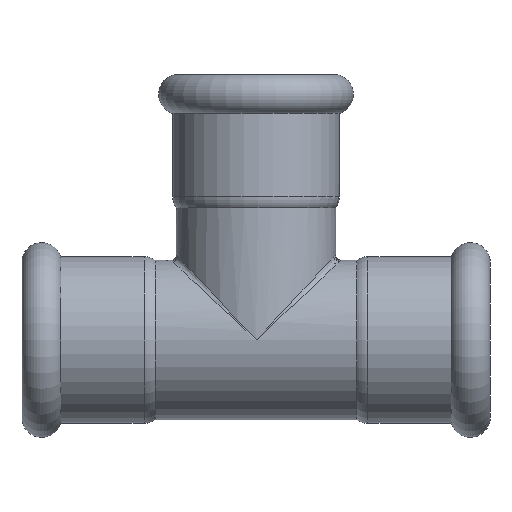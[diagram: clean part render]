
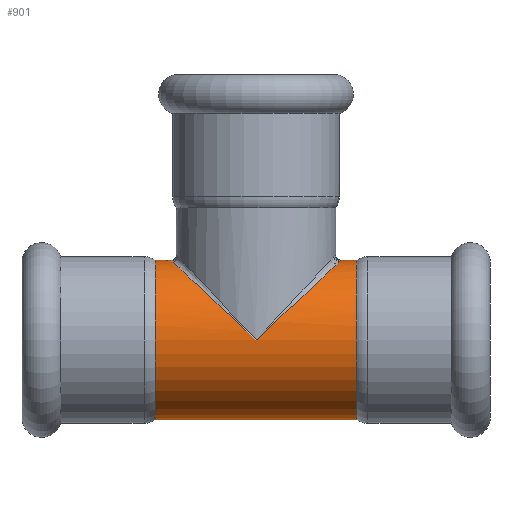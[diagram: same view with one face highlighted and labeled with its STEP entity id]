
A CAD part, front view. The second image highlights one B-rep face of the part: STEP entity #901.
In plain terms, the highlighted cylindrical face has radius 15 mm (diameter 30 mm), a full revolution.
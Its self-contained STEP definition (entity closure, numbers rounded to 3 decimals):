
#17=ELLIPSE('',#1029,21.932,15.);
#19=ELLIPSE('',#1031,21.932,15.);
#56=LINE('',#2470,#80);
#57=LINE('',#2472,#81);
#80=VECTOR('',#1347,15.);
#81=VECTOR('',#1348,15.);
#100=CYLINDRICAL_SURFACE('',#1050,15.);
#137=FACE_OUTER_BOUND('',#180,.T.);
#180=EDGE_LOOP('',(#765,#766,#767,#768,#769,#770,#771,#772,#773,#774,#775,
#776));
#276=CIRCLE('',#1051,15.);
#277=CIRCLE('',#1052,15.);
#278=CIRCLE('',#1053,15.);
#279=CIRCLE('',#1054,15.);
#280=CIRCLE('',#1055,15.);
#281=CIRCLE('',#1056,15.);
#374=VERTEX_POINT('',#2374);
#376=VERTEX_POINT('',#2377);
#386=VERTEX_POINT('',#2465);
#387=VERTEX_POINT('',#2466);
#388=VERTEX_POINT('',#2468);
#389=VERTEX_POINT('',#2471);
#390=VERTEX_POINT('',#2473);
#391=VERTEX_POINT('',#2475);
#504=EDGE_CURVE('',#376,#374,#17,.T.);
#506=EDGE_CURVE('',#374,#376,#19,.T.);
#523=EDGE_CURVE('',#386,#387,#276,.T.);
#524=EDGE_CURVE('',#387,#388,#277,.T.);
#525=EDGE_CURVE('',#388,#376,#56,.T.);
#526=EDGE_CURVE('',#376,#389,#57,.T.);
#527=EDGE_CURVE('',#390,#389,#278,.T.);
#528=EDGE_CURVE('',#391,#390,#279,.T.);
#529=EDGE_CURVE('',#389,#391,#280,.T.);
#530=EDGE_CURVE('',#388,#386,#281,.T.);
#765=ORIENTED_EDGE('',*,*,#523,.T.);
#766=ORIENTED_EDGE('',*,*,#524,.T.);
#767=ORIENTED_EDGE('',*,*,#525,.T.);
#768=ORIENTED_EDGE('',*,*,#506,.F.);
#769=ORIENTED_EDGE('',*,*,#504,.F.);
#770=ORIENTED_EDGE('',*,*,#526,.T.);
#771=ORIENTED_EDGE('',*,*,#527,.F.);
#772=ORIENTED_EDGE('',*,*,#528,.F.);
#773=ORIENTED_EDGE('',*,*,#529,.F.);
#774=ORIENTED_EDGE('',*,*,#526,.F.);
#775=ORIENTED_EDGE('',*,*,#525,.F.);
#776=ORIENTED_EDGE('',*,*,#530,.T.);
#901=ADVANCED_FACE('',(#137),#100,.T.);
#1029=AXIS2_PLACEMENT_3D('',#2379,#1294,#1295);
#1031=AXIS2_PLACEMENT_3D('',#2431,#1298,#1299);
#1050=AXIS2_PLACEMENT_3D('',#2464,#1341,#1342);
#1051=AXIS2_PLACEMENT_3D('',#2467,#1343,#1344);
#1052=AXIS2_PLACEMENT_3D('',#2469,#1345,#1346);
#1053=AXIS2_PLACEMENT_3D('',#2474,#1349,#1350);
#1054=AXIS2_PLACEMENT_3D('',#2476,#1351,#1352);
#1055=AXIS2_PLACEMENT_3D('',#2477,#1353,#1354);
#1056=AXIS2_PLACEMENT_3D('',#2478,#1355,#1356);
#1294=DIRECTION('center_axis',(-0.684,0.,0.73));
#1295=DIRECTION('ref_axis',(0.73,0.,0.684));
#1298=DIRECTION('center_axis',(0.684,0.,0.73));
#1299=DIRECTION('ref_axis',(-0.73,0.,0.684));
#1341=DIRECTION('center_axis',(1.,0.,0.));
#1342=DIRECTION('ref_axis',(0.,1.,0.));
#1343=DIRECTION('center_axis',(1.,0.,0.));
#1344=DIRECTION('ref_axis',(0.,1.,0.));
#1345=DIRECTION('center_axis',(1.,0.,0.));
#1346=DIRECTION('ref_axis',(0.,1.,0.));
#1347=DIRECTION('',(1.,0.,0.));
#1348=DIRECTION('',(1.,0.,0.));
#1349=DIRECTION('center_axis',(1.,0.,0.));
#1350=DIRECTION('ref_axis',(0.,1.,0.));
#1351=DIRECTION('center_axis',(1.,0.,0.));
#1352=DIRECTION('ref_axis',(0.,1.,0.));
#1353=DIRECTION('center_axis',(1.,0.,0.));
#1354=DIRECTION('ref_axis',(0.,1.,0.));
#1355=DIRECTION('center_axis',(1.,0.,0.));
#1356=DIRECTION('ref_axis',(0.,1.,0.));
#2374=CARTESIAN_POINT('',(0.,15.,0.));
#2377=CARTESIAN_POINT('',(0.,-15.,0.));
#2379=CARTESIAN_POINT('Origin',(0.,0.,0.));
#2431=CARTESIAN_POINT('Origin',(0.,0.,0.));
#2464=CARTESIAN_POINT('Origin',(-14.8,0.,0.));
#2465=CARTESIAN_POINT('',(-19.,15.,0.));
#2466=CARTESIAN_POINT('',(-19.,0.,15.));
#2467=CARTESIAN_POINT('Origin',(-19.,0.,0.));
#2468=CARTESIAN_POINT('',(-19.,-15.,0.));
#2469=CARTESIAN_POINT('Origin',(-19.,0.,0.));
#2470=CARTESIAN_POINT('',(-14.8,-15.,0.));
#2471=CARTESIAN_POINT('',(19.,-15.,0.));
#2472=CARTESIAN_POINT('',(-14.8,-15.,0.));
#2473=CARTESIAN_POINT('',(19.,0.,15.));
#2474=CARTESIAN_POINT('Origin',(19.,0.,0.));
#2475=CARTESIAN_POINT('',(19.,15.,0.));
#2476=CARTESIAN_POINT('Origin',(19.,0.,0.));
#2477=CARTESIAN_POINT('Origin',(19.,0.,0.));
#2478=CARTESIAN_POINT('Origin',(-19.,0.,0.));
